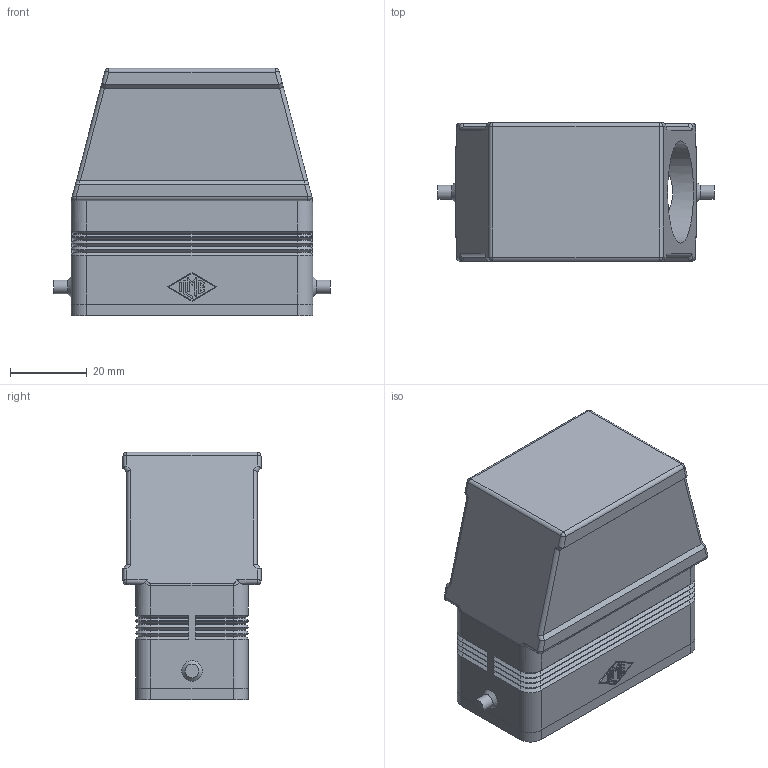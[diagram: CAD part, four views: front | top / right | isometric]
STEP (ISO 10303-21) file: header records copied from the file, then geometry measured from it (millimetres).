
FILE_DESCRIPTION(('STEP AP214'),'1');
FILE_NAME('CZFO 15 L21.stp','2020-03-25T08:55:36',(' '),(' '),'Spatial InterOp 3D',' ',' ');
FILE_SCHEMA(('automotive_design'));
Length unit declared in the file: metre
Products named in the file (1): 1
Bounding box: 72 x 36 x 64.5 mm (x, y, z)
Volume: 45374.3 mm3; surface area: 24617.9 mm2
Topology: 1 solids, 1 shells, 345 faces, 838 edges, 501 vertices
Faces by surface type: plane 188, cylinder 105, cone 40, sphere 8, bspline 4
Full cylindrical faces by diameter (mm): 2.459 x4, 3.5 x4, 3.6 x2, 26.78 x1
Entity records: 17357 total; most frequent: CARTESIAN_POINT 2630, DIRECTION 1686, ORIENTED_EDGE 1616, STYLED_ITEM 1134, PRESENTATION_STYLE_ASSIGNMENT 1134, COLOUR_RGB 1134, EDGE_CURVE 808, CURVE_STYLE 789
